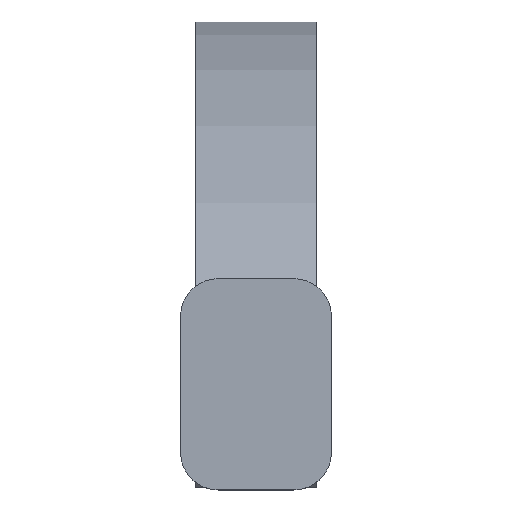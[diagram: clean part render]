
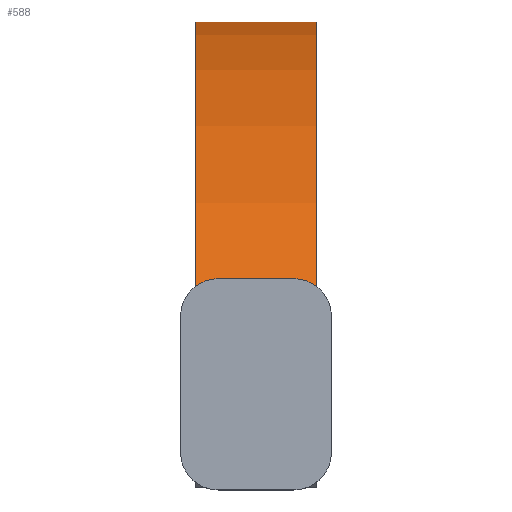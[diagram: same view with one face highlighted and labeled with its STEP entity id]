
A CAD part, top view. The second image highlights one B-rep face of the part: STEP entity #588.
In plain terms, the highlighted cylindrical face has radius 75.283 mm (diameter 150.567 mm), a partial arc.
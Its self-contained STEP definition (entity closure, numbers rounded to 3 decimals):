
#40=FACE_OUTER_BOUND('',#79,.T.);
#79=EDGE_LOOP('',(#427,#428,#429,#430));
#124=LINE('',#982,#167);
#125=LINE('',#986,#168);
#167=VECTOR('',#775,1.);
#168=VECTOR('',#780,1.);
#199=CIRCLE('',#636,75.283);
#215=CIRCLE('',#657,75.283);
#245=VERTEX_POINT('',#928);
#247=VERTEX_POINT('',#931);
#267=VERTEX_POINT('',#980);
#268=VERTEX_POINT('',#984);
#304=EDGE_CURVE('',#245,#247,#199,.T.);
#330=EDGE_CURVE('',#267,#245,#124,.T.);
#331=EDGE_CURVE('',#268,#267,#215,.T.);
#332=EDGE_CURVE('',#268,#247,#125,.F.);
#427=ORIENTED_EDGE('',*,*,#330,.F.);
#428=ORIENTED_EDGE('',*,*,#331,.F.);
#429=ORIENTED_EDGE('',*,*,#332,.T.);
#430=ORIENTED_EDGE('',*,*,#304,.F.);
#563=CYLINDRICAL_SURFACE('',#656,75.283);
#588=ADVANCED_FACE('',(#40),#563,.T.);
#636=AXIS2_PLACEMENT_3D('',#932,#725,#726);
#656=AXIS2_PLACEMENT_3D('',#983,#776,#777);
#657=AXIS2_PLACEMENT_3D('',#985,#778,#779);
#725=DIRECTION('center_axis',(-1.,0.,0.));
#726=DIRECTION('ref_axis',(0.,0.769,-0.639));
#775=DIRECTION('',(-1.,0.,0.));
#776=DIRECTION('center_axis',(1.,0.,0.));
#777=DIRECTION('ref_axis',(0.,0.769,-0.639));
#778=DIRECTION('center_axis',(1.,0.,0.));
#779=DIRECTION('ref_axis',(0.,-1.,0.));
#780=DIRECTION('',(1.,0.,0.));
#928=CARTESIAN_POINT('',(-4.,5.665,-1.6));
#931=CARTESIAN_POINT('',(-4.,6.738,-99.032));
#932=CARTESIAN_POINT('Origin',(-4.,-51.189,-50.948));
#980=CARTESIAN_POINT('',(4.,5.665,-1.6));
#982=CARTESIAN_POINT('',(0.,5.665,-1.6));
#983=CARTESIAN_POINT('Origin',(0.,-51.189,-50.948));
#984=CARTESIAN_POINT('',(4.,6.738,-99.032));
#985=CARTESIAN_POINT('Origin',(4.,-51.189,-50.948));
#986=CARTESIAN_POINT('',(0.,6.738,-99.032));
